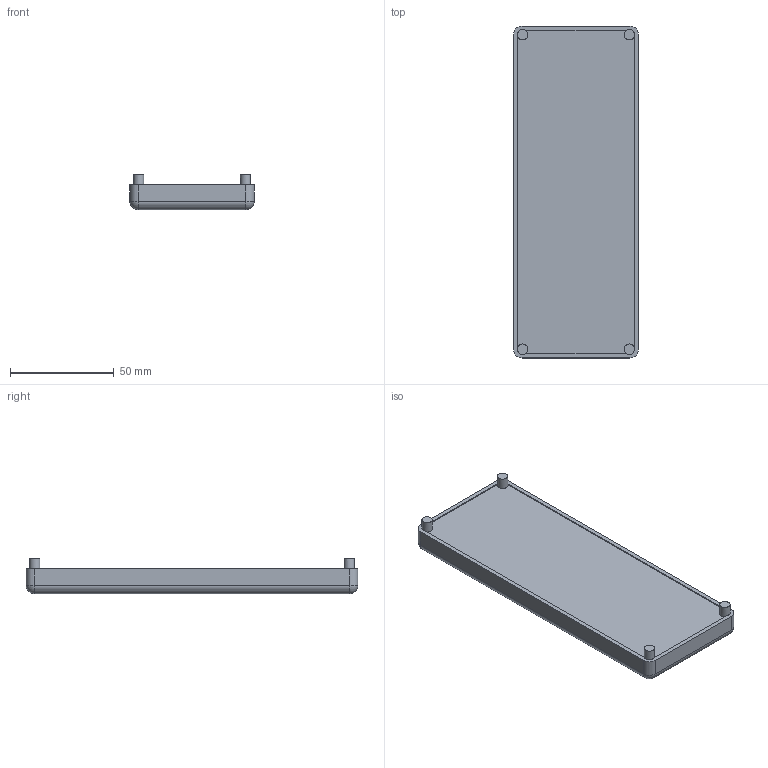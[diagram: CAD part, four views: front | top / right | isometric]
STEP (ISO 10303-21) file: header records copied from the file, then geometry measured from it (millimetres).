
FILE_DESCRIPTION(('STEP AP203'),'1');
FILE_NAME('BASE08E3033.stp','2023-12-11T13:14:38',(' '),(' '),'Spatial InterOp 3D',' ',' ');
FILE_SCHEMA(('CONFIG_CONTROL_DESIGN'));
Length unit declared in the file: millimetre
Products named in the file (1): Embout 8 160x60 gris
Bounding box: 60 x 160 x 17 mm (x, y, z)
Volume: 109630.5 mm3; surface area: 24151 mm2
Topology: 1 solids, 1 shells, 31 faces, 76 edges, 44 vertices
Faces by surface type: plane 15, cylinder 12, sphere 4
Full cylindrical faces by diameter (mm): 5 x4
Entity records: 998 total; most frequent: DIRECTION 156, CARTESIAN_POINT 136, ORIENTED_EDGE 128, EDGE_CURVE 64, AXIS2_PLACEMENT_3D 60, VERTEX_POINT 40, EDGE_LOOP 36, LINE 36
